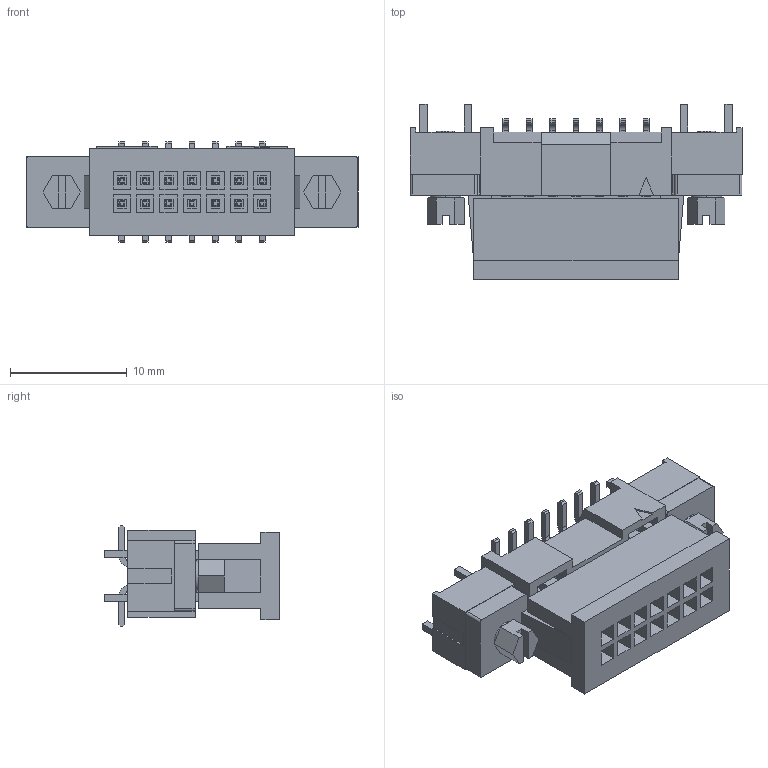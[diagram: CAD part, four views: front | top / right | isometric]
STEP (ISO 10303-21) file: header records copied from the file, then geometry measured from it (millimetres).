
FILE_DESCRIPTION (( 'STEP AP214' ), '1' );
FILE_NAME ('ABF_Mated_14.STEP', '2024-11-07T08:59:36', ( '' ), ( '' ), 'SwSTEP 2.0', 'SolidWorks 2024', '' );
FILE_SCHEMA (( 'AUTOMOTIVE_DESIGN' ));
Length unit declared in the file: millimetre
Products named in the file (6): P2T2M-07-D-SM-DS.step; T2M-107-01-X-D-SM-DS.step; P22T2M-07-D-SM-DS.step; ISD2-07-D-S; B1T2M-07-D-SM-DS.step; ABF_Mated_14
Assembly tree (5 placements, depth 3):
  ABF_Mated_14
    ISD2-07-D-S
    T2M-107-01-X-D-SM-DS.step
      B1T2M-07-D-SM-DS.step
      P2T2M-07-D-SM-DS.step
      P22T2M-07-D-SM-DS.step
Bounding box: 28.38 x 14.97 x 8.63 mm (x, y, z)
Volume: 1485.1 mm3; surface area: 3351.4 mm2
Topology: 4 solids, 4 shells, 748 faces, 2044 edges, 1342 vertices
Faces by surface type: plane 666, cylinder 78, cone 4
Entity records: 23640 total; most frequent: CARTESIAN_POINT 4351, ORIENTED_EDGE 4088, DIRECTION 3690, EDGE_CURVE 2044, VECTOR 1880, LINE 1880, VERTEX_POINT 1342, AXIS2_PLACEMENT_3D 905
